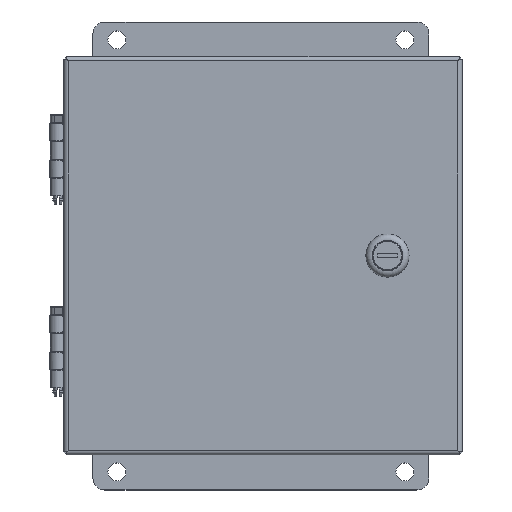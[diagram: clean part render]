
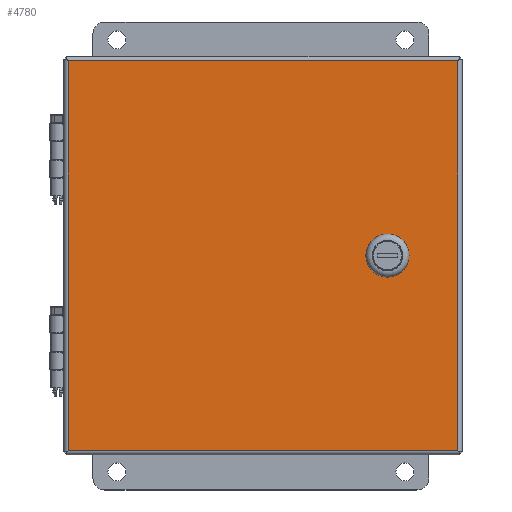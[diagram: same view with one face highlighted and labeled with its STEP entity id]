
A CAD part, top view. The second image highlights one B-rep face of the part: STEP entity #4780.
In plain terms, the highlighted face is planar.
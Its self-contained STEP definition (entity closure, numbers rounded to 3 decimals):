
#4780 = ADVANCED_FACE( '', ( #9655, #9656 ), #9657, .T. );
#9655 = FACE_BOUND( '', #37890, .T. );
#9656 = FACE_OUTER_BOUND( '', #37891, .T. );
#9657 = PLANE( '', #37892 );
#37890 = EDGE_LOOP( '', ( #56779, #56780, #56781, #56782 ) );
#37891 = EDGE_LOOP( '', ( #56783, #56784, #56785, #56786 ) );
#37892 = AXIS2_PLACEMENT_3D( '', #56787, #56788, #56789 );
#56779 = ORIENTED_EDGE( '', *, *, #63076, .F. );
#56780 = ORIENTED_EDGE( '', *, *, #59126, .F. );
#56781 = ORIENTED_EDGE( '', *, *, #63234, .F. );
#56782 = ORIENTED_EDGE( '', *, *, #63149, .F. );
#56783 = ORIENTED_EDGE( '', *, *, #60943, .T. );
#56784 = ORIENTED_EDGE( '', *, *, #59076, .F. );
#56785 = ORIENTED_EDGE( '', *, *, #62387, .T. );
#56786 = ORIENTED_EDGE( '', *, *, #63202, .T. );
#56787 = CARTESIAN_POINT( '', ( -105.41, 0., -105.41 ) );
#56788 = DIRECTION( '', ( 0., -1., 0. ) );
#56789 = DIRECTION( '', ( 0., 0., -1. ) );
#59076 = EDGE_CURVE( '', #64589, #64591, #64592, .T. );
#59126 = EDGE_CURVE( '', #64674, #64676, #64677, .T. );
#60943 = EDGE_CURVE( '', #65711, #64591, #67599, .T. );
#62387 = EDGE_CURVE( '', #64589, #63796, #69575, .T. );
#63076 = EDGE_CURVE( '', #64676, #70384, #70385, .T. );
#63149 = EDGE_CURVE( '', #70384, #70464, #70465, .T. );
#63202 = EDGE_CURVE( '', #63796, #65711, #70521, .T. );
#63234 = EDGE_CURVE( '', #70464, #64674, #70554, .T. );
#63796 = VERTEX_POINT( '', #71771 );
#64589 = VERTEX_POINT( '', #73753 );
#64591 = VERTEX_POINT( '', #73755 );
#64592 = LINE( '', #73756, #73757 );
#64674 = VERTEX_POINT( '', #73898 );
#64676 = VERTEX_POINT( '', #73901 );
#64677 = LINE( '', #73902, #73903 );
#65711 = VERTEX_POINT( '', #76496 );
#67599 = LINE( '', #81492, #81493 );
#69575 = LINE( '', #86662, #86663 );
#70384 = VERTEX_POINT( '', #88796 );
#70385 = CIRCLE( '', #88797, 9.716 );
#70464 = VERTEX_POINT( '', #88979 );
#70465 = LINE( '', #88980, #88981 );
#70521 = LINE( '', #89112, #89113 );
#70554 = CIRCLE( '', #89157, 9.716 );
#71771 = CARTESIAN_POINT( '', ( -103.073, 0., -103.073 ) );
#73753 = CARTESIAN_POINT( '', ( -103.073, 0., 103.073 ) );
#73755 = CARTESIAN_POINT( '', ( 103.073, 0., 103.073 ) );
#73756 = CARTESIAN_POINT( '', ( -103.073, 0., 103.073 ) );
#73757 = VECTOR( '', #89900, 1000. );
#73898 = CARTESIAN_POINT( '', ( 74.041, 0., -5.322 ) );
#73901 = CARTESIAN_POINT( '', ( 74.041, 0., 5.322 ) );
#73902 = CARTESIAN_POINT( '', ( 74.041, 0., 5.322 ) );
#73903 = VECTOR( '', #89956, 1000. );
#76496 = CARTESIAN_POINT( '', ( 103.073, 0., -103.073 ) );
#81492 = CARTESIAN_POINT( '', ( 103.073, 0., 103.073 ) );
#81493 = VECTOR( '', #91283, 1000. );
#86662 = CARTESIAN_POINT( '', ( -103.073, 0., -105.41 ) );
#86663 = VECTOR( '', #92253, 1000. );
#88796 = CARTESIAN_POINT( '', ( 57.785, 0., 5.322 ) );
#88797 = AXIS2_PLACEMENT_3D( '', #92630, #92631, #92632 );
#88979 = CARTESIAN_POINT( '', ( 57.785, 0., -5.322 ) );
#88980 = CARTESIAN_POINT( '', ( 57.785, 0., 5.322 ) );
#88981 = VECTOR( '', #92676, 1000. );
#89112 = CARTESIAN_POINT( '', ( 105.41, 0., -103.073 ) );
#89113 = VECTOR( '', #92713, 1000. );
#89157 = AXIS2_PLACEMENT_3D( '', #92724, #92725, #92726 );
#89900 = DIRECTION( '', ( 1., 0., 0. ) );
#89956 = DIRECTION( '', ( 0., 0., 1. ) );
#91283 = DIRECTION( '', ( 0., 0., 1. ) );
#92253 = DIRECTION( '', ( 0., 0., -1. ) );
#92630 = CARTESIAN_POINT( '', ( 65.913, 0., 0. ) );
#92631 = DIRECTION( '', ( 0., -1., 0. ) );
#92632 = DIRECTION( '', ( 1., 0., 0. ) );
#92676 = DIRECTION( '', ( 0., 0., -1. ) );
#92713 = DIRECTION( '', ( 1., 0., 0. ) );
#92724 = CARTESIAN_POINT( '', ( 65.913, 0., 0. ) );
#92725 = DIRECTION( '', ( 0., -1., 0. ) );
#92726 = DIRECTION( '', ( 1., 0., 0. ) );
